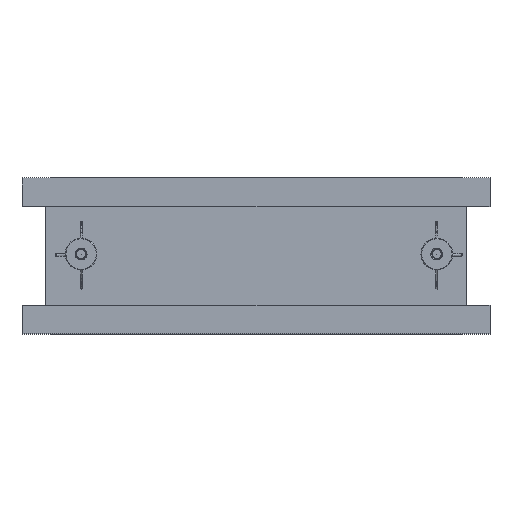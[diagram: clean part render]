
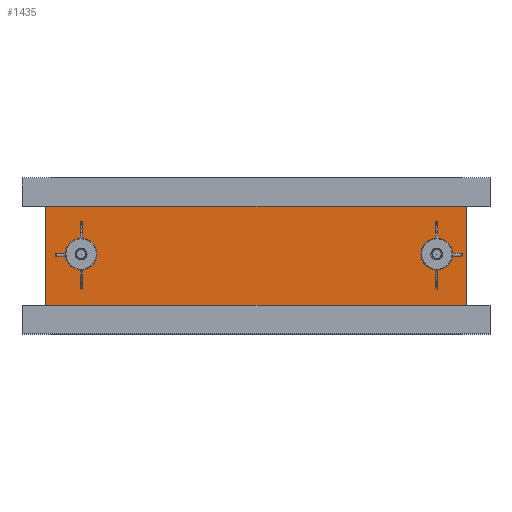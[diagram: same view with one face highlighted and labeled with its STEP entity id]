
A CAD part, top view. The second image highlights one B-rep face of the part: STEP entity #1435.
In plain terms, the highlighted planar face has unit normal (0, 0, 1).
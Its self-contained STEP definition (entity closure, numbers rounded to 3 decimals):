
#65=LINE('',#3754,#173);
#69=LINE('',#3763,#177);
#70=LINE('',#3765,#178);
#74=LINE('',#3772,#182);
#173=VECTOR('',#2341,1000.);
#177=VECTOR('',#2347,1000.);
#178=VECTOR('',#2350,1000.);
#182=VECTOR('',#2356,1000.);
#582=ORIENTED_EDGE('',*,*,#809,.T.);
#583=ORIENTED_EDGE('',*,*,#808,.T.);
#584=ORIENTED_EDGE('',*,*,#813,.T.);
#585=ORIENTED_EDGE('',*,*,#804,.T.);
#804=EDGE_CURVE('',#954,#956,#65,.T.);
#808=EDGE_CURVE('',#958,#960,#69,.T.);
#809=EDGE_CURVE('',#956,#958,#70,.T.);
#813=EDGE_CURVE('',#960,#954,#74,.T.);
#954=VERTEX_POINT('',#3749);
#956=VERTEX_POINT('',#3753);
#958=VERTEX_POINT('',#3758);
#960=VERTEX_POINT('',#3762);
#1151=EDGE_LOOP('',(#582,#583,#584,#585));
#1282=FACE_BOUND('',#1151,.T.);
#1342=PLANE('',#2028);
#1435=ADVANCED_FACE('',(#1282),#1342,.T.);
#2028=AXIS2_PLACEMENT_3D('',#3781,#2364,#2365);
#2341=DIRECTION('',(0.,-1.,0.));
#2347=DIRECTION('',(0.,1.,0.));
#2350=DIRECTION('',(1.,0.,0.));
#2356=DIRECTION('',(-1.,0.,0.));
#2364=DIRECTION('',(0.,0.,1.));
#2365=DIRECTION('',(1.,0.,0.));
#3749=CARTESIAN_POINT('',(-25.,106.5,0.));
#3753=CARTESIAN_POINT('',(-25.,-106.5,0.));
#3754=CARTESIAN_POINT('',(-25.,106.5,0.));
#3758=CARTESIAN_POINT('',(25.,-106.5,0.));
#3762=CARTESIAN_POINT('',(25.,106.5,0.));
#3763=CARTESIAN_POINT('',(25.,-106.5,0.));
#3765=CARTESIAN_POINT('',(-25.,-106.5,0.));
#3772=CARTESIAN_POINT('',(25.,106.5,0.));
#3781=CARTESIAN_POINT('',(0.,0.,0.));
